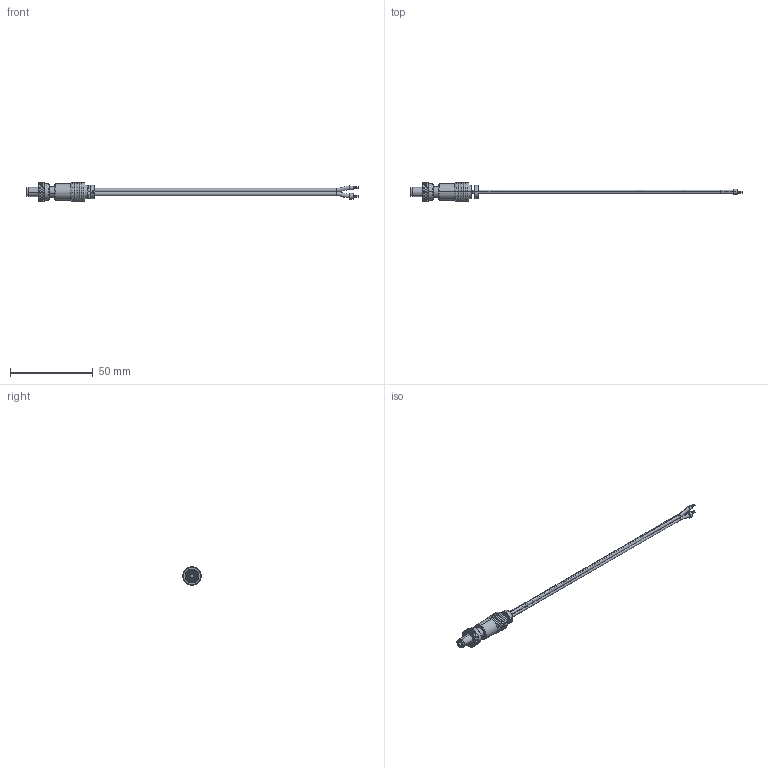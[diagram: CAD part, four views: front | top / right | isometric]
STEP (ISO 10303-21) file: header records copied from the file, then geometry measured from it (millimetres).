
FILE_DESCRIPTION (( 'STEP AP203' ), '1' );
FILE_NAME ('10-00120_revA3.step', '2017-07-17T18:50:42', ( '' ), ( '' ), 'SwSTEP 2.0', 'SolidWorks 2015', '' );
FILE_SCHEMA (( 'CONFIG_CONTROL_DESIGN' ));
Length unit declared in the file: millimetre
Products named in the file (10): 10-00120_revA3; 50-00011 locking ring; 50-00011 pin; 50-00011 shell 2; 50-00011; 50-00011 shell; 50-00011 interior shell; 50-00011 insulator; 24-00016; 30-00007_spec
Assembly tree (9 placements, depth 3):
  10-00120_revA3
    30-00007_spec
    24-00016
    50-00011
      50-00011 insulator
      50-00011 interior shell
      50-00011 locking ring
      50-00011 pin
      50-00011 shell 2
      50-00011 shell
Bounding box: 200.39 x 11 x 11 mm (x, y, z)
Volume: 3714.2 mm3; surface area: 19056 mm2
Topology: 183 solids, 183 shells, 2212 faces, 4640 edges, 2820 vertices
Faces by surface type: plane 733, cylinder 733, bspline 665, torus 58, cone 23
Entity records: 81200 total; most frequent: CARTESIAN_POINT 38014, ORIENTED_EDGE 9276, DIRECTION 7059, EDGE_CURVE 4638, AXIS2_PLACEMENT_3D 2922, VERTEX_POINT 2820, EDGE_LOOP 2414, ADVANCED_FACE 2212
